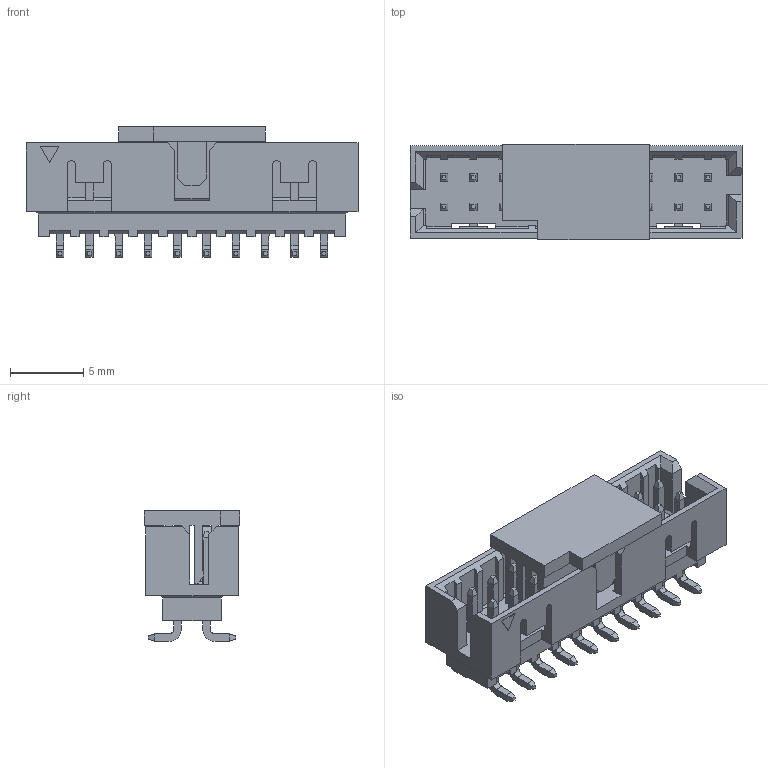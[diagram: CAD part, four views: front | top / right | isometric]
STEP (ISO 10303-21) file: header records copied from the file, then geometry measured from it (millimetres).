
FILE_DESCRIPTION( ('This file contains a STEP AP42 implementation' ,'as created by ZW3D STEP Interface translator.') ,'2;1' );
FILE_NAME( '3121-XXMXXBK00X1.stp' ,'2312 5.114353', (''), ('ZWCAD Software Co.'), 'Version 1.0', 'ZW3D to STEP translator', '' );
FILE_SCHEMA(('AUTOMOTIVE_DESIGN { 1 0 10303 214 1 1 1 1 }'));
Length unit declared in the file: millimetre
Products named in the file (2): 0; 3121-20MG0BK00R1
Bounding box: 22.65 x 6.5 x 8.9 mm (x, y, z)
Volume: 551.3 mm3; surface area: 1595.8 mm2
Topology: 2 solids, 2 shells, 779 faces, 2055 edges, 1298 vertices
Faces by surface type: plane 717, cylinder 58, bspline 4
Entity records: 24252 total; most frequent: CARTESIAN_POINT 4201, ORIENTED_EDGE 4110, DIRECTION 3731, EDGE_CURVE 2055, VECTOR 1931, LINE 1931, VERTEX_POINT 1298, AXIS2_PLACEMENT_3D 900
